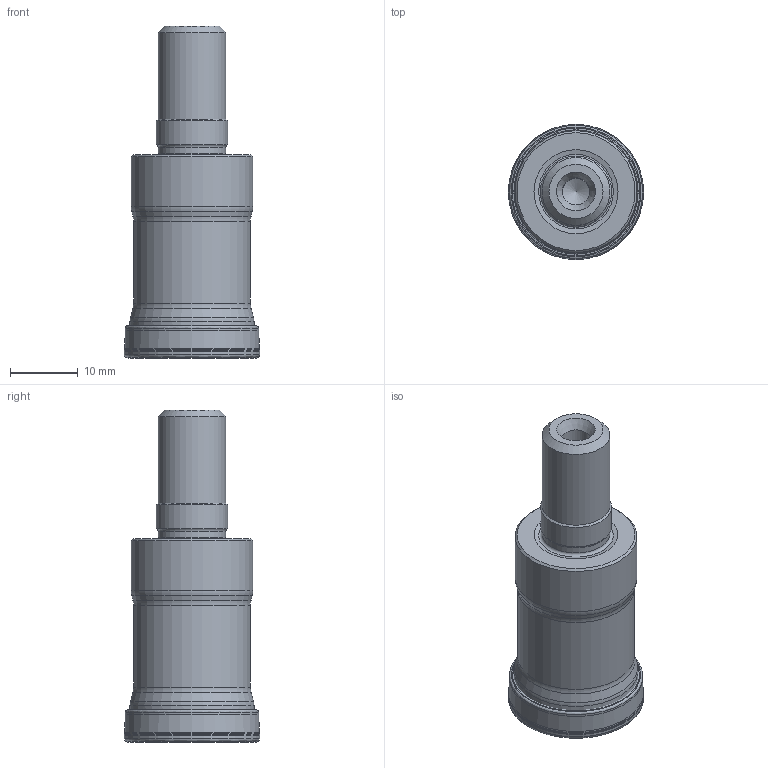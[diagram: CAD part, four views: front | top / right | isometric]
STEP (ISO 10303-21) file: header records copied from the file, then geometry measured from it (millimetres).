
FILE_DESCRIPTION(/* description */ (''),/* implementation_level */ '2;1');
FILE_NAME(/* name */ '20A5R030M10_SCN05C_C_115009351ndi000_00_SIM.stp',/* time_stamp */ '2020-01-20T07:53:05+01:00',/* author */ (''),/* organization */ (''),/* preprocessor_version */ 'ST-DEVELOPER v16.7',/* originating_system */ 'SIEMENS PLM Software NX 12.0',/* authorisation */ '');
FILE_SCHEMA (('AUTOMOTIVE_DESIGN { 1 0 10303 214 3 1 1 1 }'));
Length unit declared in the file: millimetre
Products named in the file (1): wq7014605689e7s9
Bounding box: 19.97 x 19.97 x 49 mm (x, y, z)
Volume: 9373.8 mm3; surface area: 3997.7 mm2
Topology: 2 solids, 2 shells, 67 faces, 135 edges, 72 vertices
Faces by surface type: revolution 36, cone 12, torus 8, cylinder 6, plane 4, bspline 1
Full cylindrical faces by diameter (mm): 4 x1, 10 x2, 10.5 x1, 17.235 x1, 18 x1
Entity records: 1666 total; most frequent: CARTESIAN_POINT 490, DIRECTION 230, FACE_BOUND 132, EDGE_LOOP 132, ORIENTED_EDGE 132, AXIS2_PLACEMENT_3D 97, ADVANCED_FACE 67, VERTEX_POINT 67
